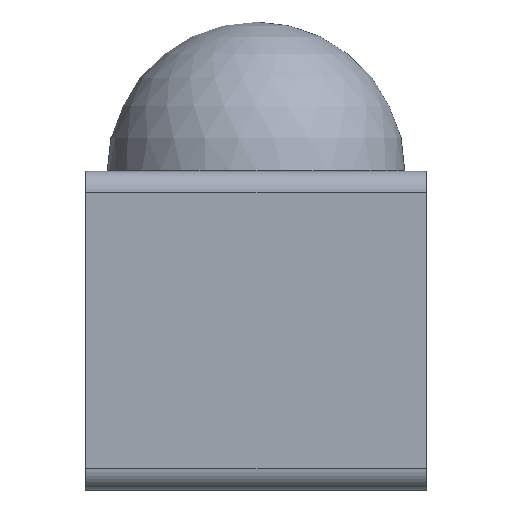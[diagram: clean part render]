
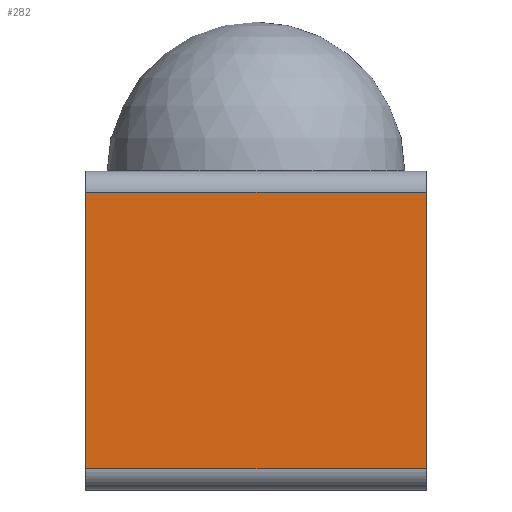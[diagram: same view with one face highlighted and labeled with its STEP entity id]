
A CAD part, left-side view. The second image highlights one B-rep face of the part: STEP entity #282.
In plain terms, the highlighted planar face has unit normal (-1, 0, 0).
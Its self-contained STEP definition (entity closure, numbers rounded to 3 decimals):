
#15 = CARTESIAN_POINT ( 'NONE',  ( -0.8, 0.4, 0.7 ) ) ;
#16 = VERTEX_POINT ( 'NONE', #15 ) ;
#26 = CARTESIAN_POINT ( 'NONE',  ( -0.8, -0.4, 0.7 ) ) ;
#27 = VERTEX_POINT ( 'NONE', #26 ) ;
#28 = CARTESIAN_POINT ( 'NONE',  ( -0.8, 0.4, 0.7 ) ) ;
#29 = DIRECTION ( 'NONE',  ( 0., 1., 0. ) ) ;
#30 = VECTOR ( 'NONE', #29, 1000. ) ;
#31 = LINE ( 'NONE', #28, #30 ) ;
#32 = EDGE_CURVE ( 'NONE', #27, #16, #31, .T. ) ;
#252 = CARTESIAN_POINT ( 'NONE',  ( -0.8, 0.4, 0.05 ) ) ;
#253 = VERTEX_POINT ( 'NONE', #252 ) ;
#254 = CARTESIAN_POINT ( 'NONE',  ( -0.8, 0.4, 0.75 ) ) ;
#255 = DIRECTION ( 'NONE',  ( 0., 0., -1. ) ) ;
#256 = VECTOR ( 'NONE', #255, 1000. ) ;
#257 = LINE ( 'NONE', #254, #256 ) ;
#258 = EDGE_CURVE ( 'NONE', #16, #253, #257, .T. ) ;
#259 = ORIENTED_EDGE ( 'NONE', *, *, #258, .T. ) ;
#260 = CARTESIAN_POINT ( 'NONE',  ( -0.8, -0.4, 0.05 ) ) ;
#261 = VERTEX_POINT ( 'NONE', #260 ) ;
#262 = CARTESIAN_POINT ( 'NONE',  ( -0.8, 0.4, 0.05 ) ) ;
#263 = DIRECTION ( 'NONE',  ( 0., -1., 0. ) ) ;
#264 = VECTOR ( 'NONE', #263, 1000. ) ;
#265 = LINE ( 'NONE', #262, #264 ) ;
#266 = EDGE_CURVE ( 'NONE', #253, #261, #265, .T. ) ;
#267 = ORIENTED_EDGE ( 'NONE', *, *, #266, .T. ) ;
#268 = CARTESIAN_POINT ( 'NONE',  ( -0.8, -0.4, 0.75 ) ) ;
#269 = DIRECTION ( 'NONE',  ( 0., 0., -1. ) ) ;
#270 = VECTOR ( 'NONE', #269, 1000. ) ;
#271 = LINE ( 'NONE', #268, #270 ) ;
#272 = EDGE_CURVE ( 'NONE', #27, #261, #271, .T. ) ;
#273 = ORIENTED_EDGE ( 'NONE', *, *, #272, .F. ) ;
#274 = ORIENTED_EDGE ( 'NONE', *, *, #32, .T. ) ;
#275 = EDGE_LOOP ( 'NONE', ( #259, #267, #273, #274 ) ) ;
#276 = FACE_OUTER_BOUND ( 'NONE', #275, .T. ) ;
#277 = CARTESIAN_POINT ( 'NONE',  ( -0.8, 0.4, 0.75 ) ) ;
#278 = DIRECTION ( 'NONE',  ( -1., 0., 0. ) ) ;
#279 = DIRECTION ( 'NONE',  ( 0., 0., -1. ) ) ;
#280 = AXIS2_PLACEMENT_3D ( 'NONE', #277, #278, #279 ) ;
#281 = PLANE ( 'NONE', #280 ) ;
#282 = ADVANCED_FACE ( 'NONE', ( #276 ), #281, .T. ) ;
